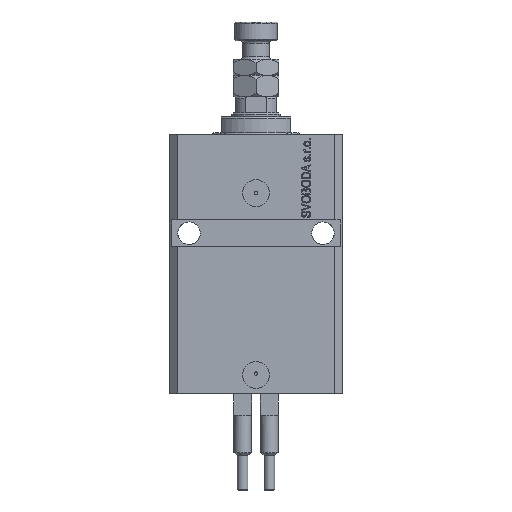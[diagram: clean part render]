
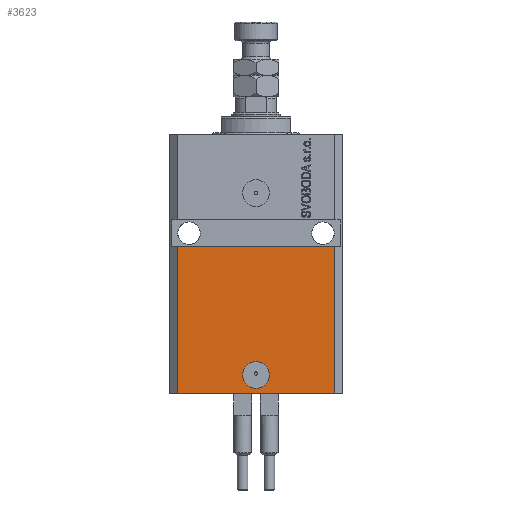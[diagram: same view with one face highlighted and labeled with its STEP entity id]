
A CAD part, front view. The second image highlights one B-rep face of the part: STEP entity #3623.
In plain terms, the highlighted planar face has unit normal (0, -1, 0).
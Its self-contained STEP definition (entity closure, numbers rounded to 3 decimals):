
#1595 = VECTOR ( 'NONE', #16104, 1000. ) ;
#1965 = CARTESIAN_POINT ( 'NONE',  ( -29.5, -22.5, -97. ) ) ;
#2744 = EDGE_CURVE ( 'NONE', #37095, #32903, #21786, .T. ) ;
#3467 = DIRECTION ( 'NONE',  ( 1., 0., 0. ) ) ;
#3623 = ADVANCED_FACE ( 'NONE', ( #42091, #7249 ), #10764, .T. ) ;
#3666 = LINE ( 'NONE', #47481, #1595 ) ;
#6183 = CARTESIAN_POINT ( 'NONE',  ( -5., -22.5, -90. ) ) ;
#6208 = ORIENTED_EDGE ( 'NONE', *, *, #45138, .F. ) ;
#6871 = CARTESIAN_POINT ( 'NONE',  ( -29.5, -22.5, -97. ) ) ;
#7249 = FACE_OUTER_BOUND ( 'NONE', #33976, .T. ) ;
#7598 = CARTESIAN_POINT ( 'NONE',  ( 29.5, -22.5, -97. ) ) ;
#8577 = ORIENTED_EDGE ( 'NONE', *, *, #19621, .T. ) ;
#9830 = VERTEX_POINT ( 'NONE', #46327 ) ;
#10362 = EDGE_CURVE ( 'NONE', #9830, #18877, #36569, .T. ) ;
#10372 = LINE ( 'NONE', #6871, #18228 ) ;
#10749 = CARTESIAN_POINT ( 'NONE',  ( -29.5, -22.5, -42. ) ) ;
#10764 = PLANE ( 'NONE',  #16898 ) ;
#11375 = AXIS2_PLACEMENT_3D ( 'NONE', #45261, #37949, #30177 ) ;
#11415 = CARTESIAN_POINT ( 'NONE',  ( 29.5, -22.5, -42. ) ) ;
#13458 = CARTESIAN_POINT ( 'NONE',  ( 29.5, -22.5, -97. ) ) ;
#16104 = DIRECTION ( 'NONE',  ( 1., 0., 0. ) ) ;
#16898 = AXIS2_PLACEMENT_3D ( 'NONE', #29554, #45871, #3467 ) ;
#18228 = VECTOR ( 'NONE', #40979, 1000. ) ;
#18877 = VERTEX_POINT ( 'NONE', #10749 ) ;
#19621 = EDGE_CURVE ( 'NONE', #37065, #38937, #30645, .T. ) ;
#19836 = DIRECTION ( 'NONE',  ( 0., 0., 1. ) ) ;
#21786 = CIRCLE ( 'NONE', #11375, 5. ) ;
#23856 = DIRECTION ( 'NONE',  ( 1., 0., 0. ) ) ;
#26371 = AXIS2_PLACEMENT_3D ( 'NONE', #27630, #42948, #23856 ) ;
#27630 = CARTESIAN_POINT ( 'NONE',  ( 0., -22.5, -90. ) ) ;
#28212 = ORIENTED_EDGE ( 'NONE', *, *, #10362, .F. ) ;
#28895 = VECTOR ( 'NONE', #39593, 1000. ) ;
#29554 = CARTESIAN_POINT ( 'NONE',  ( -29.5, -22.5, -97. ) ) ;
#29930 = EDGE_LOOP ( 'NONE', ( #37283, #38188 ) ) ;
#30177 = DIRECTION ( 'NONE',  ( 1., 0., 0. ) ) ;
#30645 = LINE ( 'NONE', #7598, #30724 ) ;
#30724 = VECTOR ( 'NONE', #19836, 1000. ) ;
#31825 = EDGE_CURVE ( 'NONE', #9830, #37065, #10372, .T. ) ;
#32903 = VERTEX_POINT ( 'NONE', #37858 ) ;
#33976 = EDGE_LOOP ( 'NONE', ( #6208, #28212, #38770, #8577 ) ) ;
#36569 = LINE ( 'NONE', #1965, #28895 ) ;
#37065 = VERTEX_POINT ( 'NONE', #13458 ) ;
#37095 = VERTEX_POINT ( 'NONE', #6183 ) ;
#37283 = ORIENTED_EDGE ( 'NONE', *, *, #46063, .F. ) ;
#37858 = CARTESIAN_POINT ( 'NONE',  ( 5., -22.5, -90. ) ) ;
#37949 = DIRECTION ( 'NONE',  ( 0., -1., 0. ) ) ;
#38188 = ORIENTED_EDGE ( 'NONE', *, *, #2744, .F. ) ;
#38770 = ORIENTED_EDGE ( 'NONE', *, *, #31825, .T. ) ;
#38937 = VERTEX_POINT ( 'NONE', #11415 ) ;
#39593 = DIRECTION ( 'NONE',  ( 0., 0., 1. ) ) ;
#40097 = CIRCLE ( 'NONE', #26371, 5. ) ;
#40979 = DIRECTION ( 'NONE',  ( 1., 0., 0. ) ) ;
#42091 = FACE_BOUND ( 'NONE', #29930, .T. ) ;
#42948 = DIRECTION ( 'NONE',  ( 0., -1., 0. ) ) ;
#45138 = EDGE_CURVE ( 'NONE', #18877, #38937, #3666, .T. ) ;
#45261 = CARTESIAN_POINT ( 'NONE',  ( 0., -22.5, -90. ) ) ;
#45871 = DIRECTION ( 'NONE',  ( 0., -1., 0. ) ) ;
#46063 = EDGE_CURVE ( 'NONE', #32903, #37095, #40097, .T. ) ;
#46327 = CARTESIAN_POINT ( 'NONE',  ( -29.5, -22.5, -97. ) ) ;
#47481 = CARTESIAN_POINT ( 'NONE',  ( -32.5, -22.5, -42. ) ) ;
